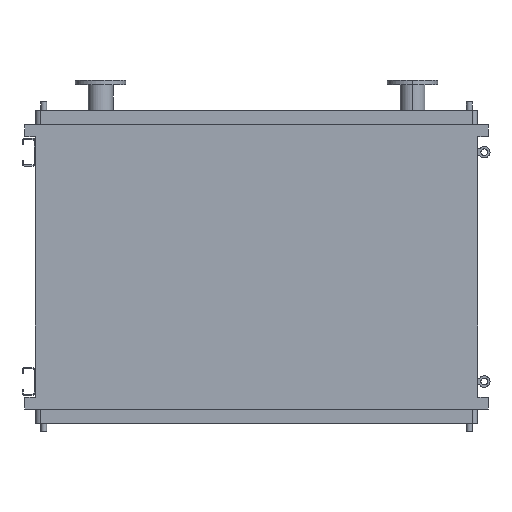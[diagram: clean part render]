
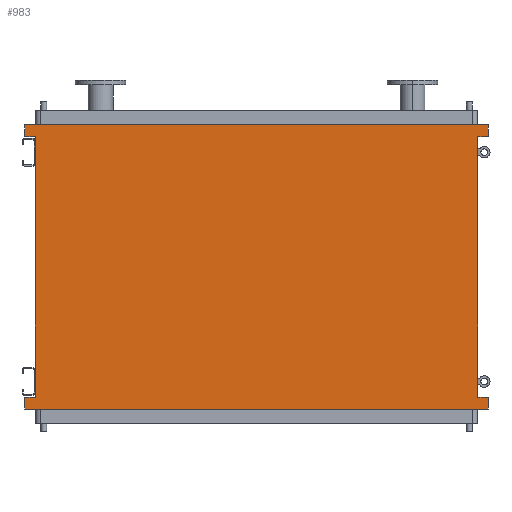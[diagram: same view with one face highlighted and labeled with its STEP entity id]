
A CAD part, front view. The second image highlights one B-rep face of the part: STEP entity #983.
In plain terms, the highlighted planar face has unit normal (0, -1, 0).
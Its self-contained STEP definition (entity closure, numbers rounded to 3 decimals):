
#61 = EDGE_CURVE ( 'NONE', #7275, #3136, #3583, .T. ) ;
#84 = DIRECTION ( 'NONE',  ( -1., 0., 0. ) ) ;
#91 = CARTESIAN_POINT ( 'NONE',  ( 1011., 0., -1145. ) ) ;
#156 = VECTOR ( 'NONE', #3737, 1000. ) ;
#304 = CARTESIAN_POINT ( 'NONE',  ( 1011., 0., -1093. ) ) ;
#325 = VECTOR ( 'NONE', #6361, 1000. ) ;
#427 = LINE ( 'NONE', #8051, #4849 ) ;
#455 = EDGE_CURVE ( 'NONE', #1311, #2692, #8037, .T. ) ;
#508 = ORIENTED_EDGE ( 'NONE', *, *, #61, .F. ) ;
#657 = CARTESIAN_POINT ( 'NONE',  ( -1011., 0., -1093. ) ) ;
#662 = EDGE_CURVE ( 'NONE', #3817, #1307, #6608, .T. ) ;
#698 = ORIENTED_EDGE ( 'NONE', *, *, #1279, .T. ) ;
#717 = VERTEX_POINT ( 'NONE', #3968 ) ;
#730 = DIRECTION ( 'NONE',  ( 0., -1., 0. ) ) ;
#799 = CARTESIAN_POINT ( 'NONE',  ( -965., 0., -1093. ) ) ;
#834 = CARTESIAN_POINT ( 'NONE',  ( 965., 0., 43. ) ) ;
#978 = CARTESIAN_POINT ( 'NONE',  ( -1011., 0., -1145. ) ) ;
#983 = ADVANCED_FACE ( 'NONE', ( #6811 ), #8186, .T. ) ;
#1107 = VERTEX_POINT ( 'NONE', #2064 ) ;
#1117 = CARTESIAN_POINT ( 'NONE',  ( 1011., 0., 43. ) ) ;
#1279 = EDGE_CURVE ( 'NONE', #1311, #717, #7177, .T. ) ;
#1307 = VERTEX_POINT ( 'NONE', #6152 ) ;
#1311 = VERTEX_POINT ( 'NONE', #4283 ) ;
#1318 = CARTESIAN_POINT ( 'NONE',  ( -965., 0., -1050. ) ) ;
#1496 = EDGE_CURVE ( 'NONE', #3986, #7275, #2005, .T. ) ;
#1498 = ORIENTED_EDGE ( 'NONE', *, *, #455, .F. ) ;
#1944 = LINE ( 'NONE', #1318, #325 ) ;
#2005 = LINE ( 'NONE', #91, #2686 ) ;
#2064 = CARTESIAN_POINT ( 'NONE',  ( -965., 0., 43. ) ) ;
#2144 = EDGE_CURVE ( 'NONE', #6403, #1107, #1944, .T. ) ;
#2197 = CARTESIAN_POINT ( 'NONE',  ( 1011., 0., -1145. ) ) ;
#2414 = ORIENTED_EDGE ( 'NONE', *, *, #2144, .F. ) ;
#2551 = AXIS2_PLACEMENT_3D ( 'NONE', #7013, #730, #6851 ) ;
#2686 = VECTOR ( 'NONE', #5760, 1000. ) ;
#2692 = VERTEX_POINT ( 'NONE', #7584 ) ;
#2791 = LINE ( 'NONE', #304, #7194 ) ;
#2811 = DIRECTION ( 'NONE',  ( 0., 0., 1. ) ) ;
#2942 = CARTESIAN_POINT ( 'NONE',  ( 965., 0., -1093. ) ) ;
#2965 = EDGE_CURVE ( 'NONE', #6565, #3001, #4346, .T. ) ;
#3001 = VERTEX_POINT ( 'NONE', #8033 ) ;
#3012 = ORIENTED_EDGE ( 'NONE', *, *, #5192, .F. ) ;
#3094 = CARTESIAN_POINT ( 'NONE',  ( 1011., 0., 95. ) ) ;
#3136 = VERTEX_POINT ( 'NONE', #657 ) ;
#3271 = ORIENTED_EDGE ( 'NONE', *, *, #7761, .F. ) ;
#3323 = EDGE_CURVE ( 'NONE', #2692, #3986, #2791, .T. ) ;
#3520 = ORIENTED_EDGE ( 'NONE', *, *, #662, .F. ) ;
#3583 = LINE ( 'NONE', #8047, #156 ) ;
#3641 = VECTOR ( 'NONE', #6212, 1000. ) ;
#3649 = EDGE_CURVE ( 'NONE', #3001, #717, #6658, .T. ) ;
#3723 = LINE ( 'NONE', #3094, #7798 ) ;
#3737 = DIRECTION ( 'NONE',  ( 0., 0., 1. ) ) ;
#3817 = VERTEX_POINT ( 'NONE', #3927 ) ;
#3927 = CARTESIAN_POINT ( 'NONE',  ( -1011., 0., 43. ) ) ;
#3948 = ORIENTED_EDGE ( 'NONE', *, *, #1496, .F. ) ;
#3968 = CARTESIAN_POINT ( 'NONE',  ( 965., 0., 43. ) ) ;
#3986 = VERTEX_POINT ( 'NONE', #2197 ) ;
#4036 = CARTESIAN_POINT ( 'NONE',  ( 965., 0., -1050. ) ) ;
#4260 = ORIENTED_EDGE ( 'NONE', *, *, #3649, .F. ) ;
#4283 = CARTESIAN_POINT ( 'NONE',  ( 965., 0., -1093. ) ) ;
#4346 = LINE ( 'NONE', #1117, #3641 ) ;
#4656 = VECTOR ( 'NONE', #4888, 1000. ) ;
#4731 = CARTESIAN_POINT ( 'NONE',  ( 1011., 0., 95. ) ) ;
#4849 = VECTOR ( 'NONE', #6187, 1000. ) ;
#4888 = DIRECTION ( 'NONE',  ( 1., 0., 0. ) ) ;
#5089 = LINE ( 'NONE', #5753, #7121 ) ;
#5192 = EDGE_CURVE ( 'NONE', #3136, #6403, #427, .T. ) ;
#5625 = DIRECTION ( 'NONE',  ( 1., 0., 0. ) ) ;
#5753 = CARTESIAN_POINT ( 'NONE',  ( -1011., 0., 43. ) ) ;
#5760 = DIRECTION ( 'NONE',  ( -1., 0., 0. ) ) ;
#5840 = ORIENTED_EDGE ( 'NONE', *, *, #2965, .F. ) ;
#5879 = DIRECTION ( 'NONE',  ( -1., 0., 0. ) ) ;
#5931 = DIRECTION ( 'NONE',  ( 0., 0., -1. ) ) ;
#6152 = CARTESIAN_POINT ( 'NONE',  ( -1011., 0., 95. ) ) ;
#6187 = DIRECTION ( 'NONE',  ( 1., 0., 0. ) ) ;
#6212 = DIRECTION ( 'NONE',  ( 0., 0., -1. ) ) ;
#6247 = VECTOR ( 'NONE', #2811, 1000. ) ;
#6361 = DIRECTION ( 'NONE',  ( 0., 0., 1. ) ) ;
#6403 = VERTEX_POINT ( 'NONE', #799 ) ;
#6486 = CARTESIAN_POINT ( 'NONE',  ( -1011., 0., 95. ) ) ;
#6559 = DIRECTION ( 'NONE',  ( 0., 0., 1. ) ) ;
#6565 = VERTEX_POINT ( 'NONE', #4731 ) ;
#6608 = LINE ( 'NONE', #6486, #6247 ) ;
#6658 = LINE ( 'NONE', #834, #8003 ) ;
#6748 = EDGE_LOOP ( 'NONE', ( #698, #4260, #5840, #3271, #3520, #7565, #2414, #3012, #508, #3948, #7151, #1498 ) ) ;
#6811 = FACE_OUTER_BOUND ( 'NONE', #6748, .T. ) ;
#6851 = DIRECTION ( 'NONE',  ( 0., 0., -1. ) ) ;
#7013 = CARTESIAN_POINT ( 'NONE',  ( -965., 0., -1050. ) ) ;
#7121 = VECTOR ( 'NONE', #84, 1000. ) ;
#7151 = ORIENTED_EDGE ( 'NONE', *, *, #3323, .F. ) ;
#7177 = LINE ( 'NONE', #4036, #7714 ) ;
#7194 = VECTOR ( 'NONE', #5931, 1000. ) ;
#7275 = VERTEX_POINT ( 'NONE', #978 ) ;
#7495 = EDGE_CURVE ( 'NONE', #1107, #3817, #5089, .T. ) ;
#7565 = ORIENTED_EDGE ( 'NONE', *, *, #7495, .F. ) ;
#7584 = CARTESIAN_POINT ( 'NONE',  ( 1011., 0., -1093. ) ) ;
#7714 = VECTOR ( 'NONE', #6559, 1000. ) ;
#7761 = EDGE_CURVE ( 'NONE', #1307, #6565, #3723, .T. ) ;
#7798 = VECTOR ( 'NONE', #5625, 1000. ) ;
#8003 = VECTOR ( 'NONE', #5879, 1000. ) ;
#8033 = CARTESIAN_POINT ( 'NONE',  ( 1011., 0., 43. ) ) ;
#8037 = LINE ( 'NONE', #2942, #4656 ) ;
#8047 = CARTESIAN_POINT ( 'NONE',  ( -1011., 0., -1145. ) ) ;
#8051 = CARTESIAN_POINT ( 'NONE',  ( -1011., 0., -1093. ) ) ;
#8186 = PLANE ( 'NONE',  #2551 ) ;
